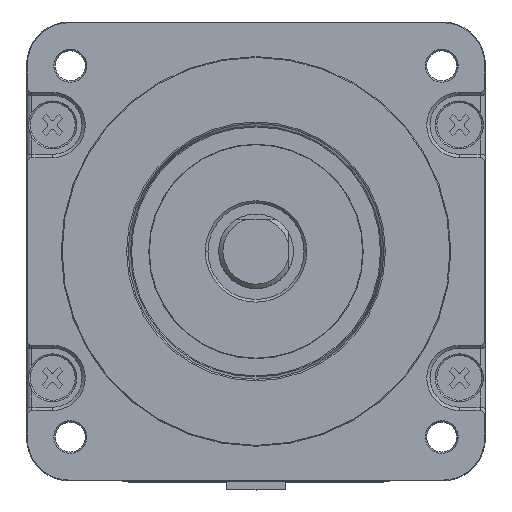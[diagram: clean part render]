
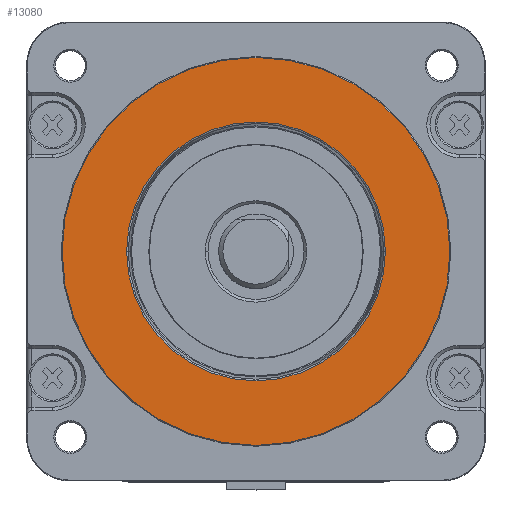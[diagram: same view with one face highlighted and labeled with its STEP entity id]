
A CAD part, top view. The second image highlights one B-rep face of the part: STEP entity #13080.
In plain terms, the highlighted planar face has unit normal (0, 0, 1).
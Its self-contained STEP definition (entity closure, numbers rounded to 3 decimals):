
#12110=CARTESIAN_POINT('',(-24.254,0.,
1.5));
#12120=VERTEX_POINT('',#12110);
#12220=CARTESIAN_POINT('',(24.254,0.,
1.5));
#12230=VERTEX_POINT('',#12220);
#12260=CARTESIAN_POINT('',(0.,0.,1.5
));
#12270=DIRECTION('',(0.,0.,1.));
#12280=DIRECTION('',(1.,0.,-0.));
#12290=AXIS2_PLACEMENT_3D('',#12260,#12270,#12280);
#12300=CIRCLE('',#12290,24.254);
#12310=EDGE_CURVE('',#12120,#12230,#12300,.T.);
#12830=CARTESIAN_POINT('',(-36.786,36.786,1.5));
#12840=DIRECTION('',(0.,0.,-1.));
#12850=DIRECTION('',(-1.,0.,-0.));
#12860=AXIS2_PLACEMENT_3D('',#12830,#12840,#12850);
#12870=PLANE('',#12860);
#12880=CARTESIAN_POINT('',(0.,0.,1.5
));
#12890=DIRECTION('',(0.,0.,-1.));
#12900=DIRECTION('',(-1.,0.,-0.));
#12910=AXIS2_PLACEMENT_3D('',#12880,#12890,#12900);
#12920=CIRCLE('',#12910,36.35);
#12930=CARTESIAN_POINT('',(36.35,0.,1.5));
#12940=VERTEX_POINT('',#12930);
#12950=CARTESIAN_POINT('',(-36.35,0.,1.5));
#12960=VERTEX_POINT('',#12950);
#12970=EDGE_CURVE('',#12940,#12960,#12920,.T.);
#12980=ORIENTED_EDGE('',*,*,#12970,.F.);
#12990=EDGE_CURVE('',#12960,#12940,#12920,.T.);
#13000=ORIENTED_EDGE('',*,*,#12990,.F.);
#13010=EDGE_LOOP('',(#13000,#12980));
#13020=FACE_OUTER_BOUND('',#13010,.T.);
#13030=EDGE_CURVE('',#12230,#12120,#12300,.T.);
#13040=ORIENTED_EDGE('',*,*,#13030,.F.);
#13050=ORIENTED_EDGE('',*,*,#12310,.F.);
#13060=EDGE_LOOP('',(#13050,#13040));
#13070=FACE_BOUND('',#13060,.T.);
#13080=ADVANCED_FACE('',(#13020,#13070),#12870,.F.);
